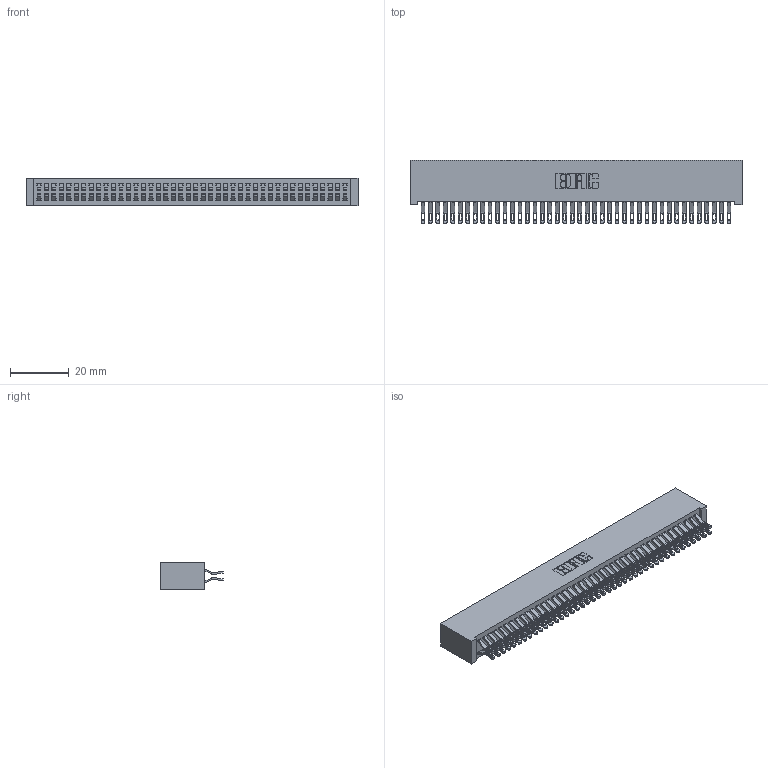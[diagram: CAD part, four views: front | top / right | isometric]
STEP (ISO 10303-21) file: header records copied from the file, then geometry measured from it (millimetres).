
FILE_DESCRIPTION (( 'STEP AP203' ), '1' );
FILE_NAME ('392-084-555-201.STEP', '2018-08-18T04:40:27', ( '' ), ( '' ), 'SwSTEP 2.0', 'SolidWorks 2016', '' );
FILE_SCHEMA (( 'CONFIG_CONTROL_DESIGN' ));
Length unit declared in the file: inch
Products named in the file (3): 342 Part_Lugless; 345-292-001_555 Tail; 392-084-555-201
Assembly tree (85 placements, depth 2):
  392-084-555-201
    342 Part_Lugless
    345-292-001_555 Tail  x84
Bounding box: 112.93 x 21.47 x 9.4 mm (x, y, z)
Volume: 10819.5 mm3; surface area: 18870.5 mm2
Topology: 85 solids, 85 shells, 4974 faces, 15647 edges, 10430 vertices
Faces by surface type: plane 2918, cylinder 2056
Entity records: 26937 total; most frequent: CARTESIAN_POINT 4496, ORIENTED_EDGE 4402, DIRECTION 3805, EDGE_CURVE 2201, VECTOR 2061, LINE 2061, VERTEX_POINT 1466, AXIS2_PLACEMENT_3D 872
